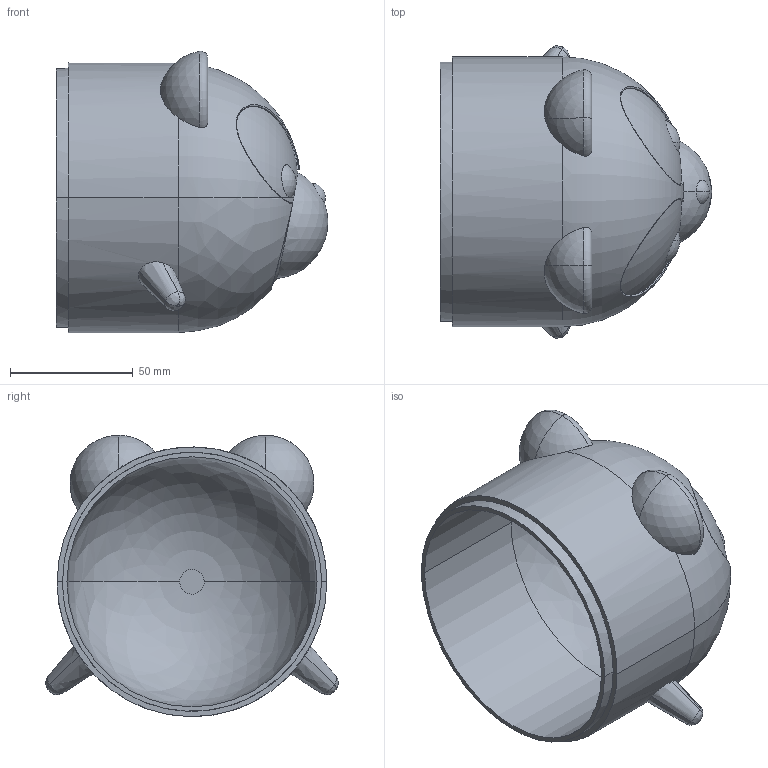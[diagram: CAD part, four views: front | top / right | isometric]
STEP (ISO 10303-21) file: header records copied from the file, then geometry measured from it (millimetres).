
FILE_DESCRIPTION(('CATIA V5 STEP Exchange'),'2;1');
FILE_NAME('DUFFY-HEAD.stp','2017-12-20T06:06:22+00:00',('none'),('none'),'CATIA Version 5 Release 20 SP 7 (IN-10)','CATIA V5 STEP AP203','none');
FILE_SCHEMA(('CONFIG_CONTROL_DESIGN'));
Length unit declared in the file: millimetre
Products named in the file (1): DUFFY-HEAD
Bounding box: 110.8 x 119.32 x 114.74 mm (x, y, z)
Volume: 150869 mm3; surface area: 72770.9 mm2
Topology: 1 solids, 1 shells, 64 faces, 145 edges, 88 vertices
Faces by surface type: bspline 20, sphere 16, plane 6, revolution 6, cylinder 6, extrusion 6, torus 4
Entity records: 5118 total; most frequent: CARTESIAN_POINT 3949, ORIENTED_EDGE 290, EDGE_CURVE 145, B_SPLINE_CURVE_WITH_KNOTS 112, DIRECTION 103, VERTEX_POINT 88, EDGE_LOOP 69, ADVANCED_FACE 64
